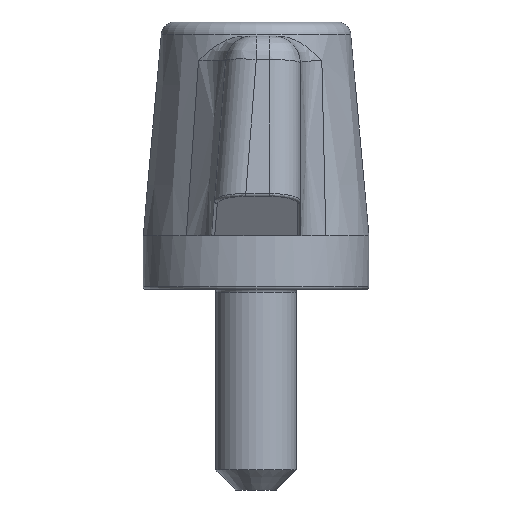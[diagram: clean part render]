
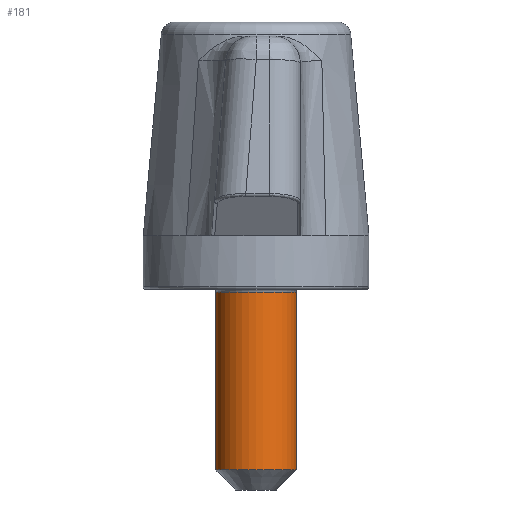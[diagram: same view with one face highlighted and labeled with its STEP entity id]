
A CAD part, front view. The second image highlights one B-rep face of the part: STEP entity #181.
In plain terms, the highlighted cylindrical face has radius 3 mm (diameter 6 mm), a full revolution.
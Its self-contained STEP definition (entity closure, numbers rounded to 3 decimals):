
#181 = ADVANCED_FACE( '', ( #372, #373 ), #374, .T. );
#372 = FACE_OUTER_BOUND( '', #1458, .T. );
#373 = FACE_OUTER_BOUND( '', #1459, .T. );
#374 = CYLINDRICAL_SURFACE( '', #1460, 3. );
#1458 = EDGE_LOOP( '', ( #1980 ) );
#1459 = EDGE_LOOP( '', ( #1981 ) );
#1460 = AXIS2_PLACEMENT_3D( '', #1982, #1983, #1984 );
#1980 = ORIENTED_EDGE( '', *, *, #2124, .T. );
#1981 = ORIENTED_EDGE( '', *, *, #2213, .T. );
#1982 = CARTESIAN_POINT( '', ( 0., 0., 24. ) );
#1983 = DIRECTION( '', ( 0., 0., -1. ) );
#1984 = DIRECTION( '', ( 1., 0., 0. ) );
#2124 = EDGE_CURVE( '', #2350, #2350, #2351, .F. );
#2213 = EDGE_CURVE( '', #2467, #2467, #2468, .T. );
#2350 = VERTEX_POINT( '', #2817 );
#2351 = CIRCLE( '', #2818, 3. );
#2467 = VERTEX_POINT( '', #3208 );
#2468 = CIRCLE( '', #3209, 3. );
#2817 = CARTESIAN_POINT( '', ( 3., 0., -0.2 ) );
#2818 = AXIS2_PLACEMENT_3D( '', #3332, #3333, #3334 );
#3208 = CARTESIAN_POINT( '', ( 3., 0., -13.5 ) );
#3209 = AXIS2_PLACEMENT_3D( '', #3429, #3430, #3431 );
#3332 = CARTESIAN_POINT( '', ( 0., 0., -0.2 ) );
#3333 = DIRECTION( '', ( 0., 0., 1. ) );
#3334 = DIRECTION( '', ( 1., 0., 0. ) );
#3429 = CARTESIAN_POINT( '', ( 0., 0., -13.5 ) );
#3430 = DIRECTION( '', ( 0., 0., 1. ) );
#3431 = DIRECTION( '', ( 1., 0., 0. ) );
